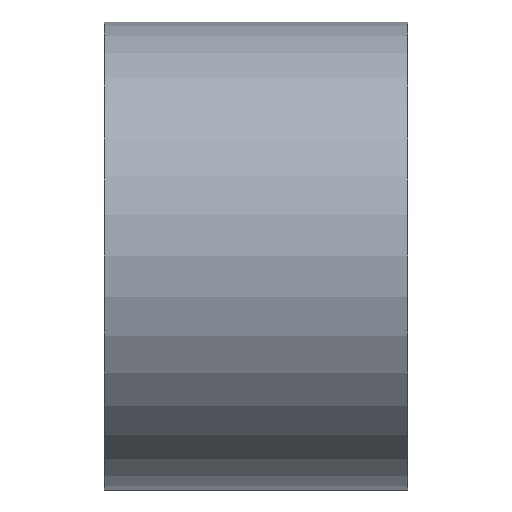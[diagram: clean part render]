
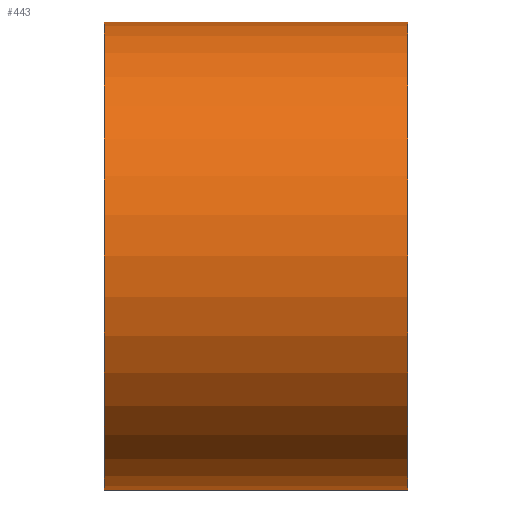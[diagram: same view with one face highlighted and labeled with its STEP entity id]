
A CAD part, left-side view. The second image highlights one B-rep face of the part: STEP entity #443.
In plain terms, the highlighted cylindrical face has radius 9.754 mm (diameter 19.507 mm), a partial arc.
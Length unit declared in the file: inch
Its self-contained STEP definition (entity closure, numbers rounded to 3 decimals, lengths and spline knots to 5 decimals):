
#1 = VERTEX_POINT ( 'NONE', #14 ) ;
#14 = CARTESIAN_POINT ( 'NONE',  ( 0., -0.249, 0.384 ) ) ;
#34 = ORIENTED_EDGE ( 'NONE', *, *, #356, .F. ) ;
#43 = EDGE_CURVE ( 'NONE', #340, #1, #491, .T. ) ;
#79 = FACE_OUTER_BOUND ( 'NONE', #243, .T. ) ;
#120 = CARTESIAN_POINT ( 'NONE',  ( 0., 0.249, 0. ) ) ;
#126 = VECTOR ( 'NONE', #711, 39.37008 ) ;
#198 = VERTEX_POINT ( 'NONE', #1046 ) ;
#217 = DIRECTION ( 'NONE',  ( 0., -1., 0. ) ) ;
#223 = CARTESIAN_POINT ( 'NONE',  ( 0., 0.249, -0.384 ) ) ;
#225 = CARTESIAN_POINT ( 'NONE',  ( 0., -0.249, 0. ) ) ;
#233 = ORIENTED_EDGE ( 'NONE', *, *, #43, .T. ) ;
#243 = EDGE_LOOP ( 'NONE', ( #530, #34, #810, #233 ) ) ;
#267 = EDGE_CURVE ( 'NONE', #844, #1, #566, .T. ) ;
#279 = CARTESIAN_POINT ( 'NONE',  ( 0., 0.249, 0.384 ) ) ;
#285 = CARTESIAN_POINT ( 'NONE',  ( 0., -0.249, -0.384 ) ) ;
#294 = DIRECTION ( 'NONE',  ( 0., 0., 1. ) ) ;
#340 = VERTEX_POINT ( 'NONE', #285 ) ;
#345 = DIRECTION ( 'NONE',  ( 0., -1., 0. ) ) ;
#356 = EDGE_CURVE ( 'NONE', #198, #844, #687, .T. ) ;
#392 = DIRECTION ( 'NONE',  ( 0., 1., 0. ) ) ;
#408 = LINE ( 'NONE', #223, #126 ) ;
#443 = ADVANCED_FACE ( 'NONE', ( #79 ), #889, .T. ) ;
#491 = CIRCLE ( 'NONE', #826, 0.384 ) ;
#494 = EDGE_CURVE ( 'NONE', #198, #340, #408, .T. ) ;
#530 = ORIENTED_EDGE ( 'NONE', *, *, #267, .F. ) ;
#534 = AXIS2_PLACEMENT_3D ( 'NONE', #734, #217, #569 ) ;
#537 = VECTOR ( 'NONE', #345, 39.37008 ) ;
#566 = LINE ( 'NONE', #1017, #537 ) ;
#569 = DIRECTION ( 'NONE',  ( 0., 0., -1. ) ) ;
#687 = CIRCLE ( 'NONE', #825, 0.384 ) ;
#711 = DIRECTION ( 'NONE',  ( 0., -1., 0. ) ) ;
#734 = CARTESIAN_POINT ( 'NONE',  ( 0., 0.249, 0. ) ) ;
#775 = DIRECTION ( 'NONE',  ( 0., 0., 1. ) ) ;
#810 = ORIENTED_EDGE ( 'NONE', *, *, #494, .T. ) ;
#825 = AXIS2_PLACEMENT_3D ( 'NONE', #120, #909, #775 ) ;
#826 = AXIS2_PLACEMENT_3D ( 'NONE', #225, #392, #294 ) ;
#844 = VERTEX_POINT ( 'NONE', #279 ) ;
#889 = CYLINDRICAL_SURFACE ( 'NONE', #534, 0.384 ) ;
#909 = DIRECTION ( 'NONE',  ( 0., 1., 0. ) ) ;
#1017 = CARTESIAN_POINT ( 'NONE',  ( 0., 0.249, 0.384 ) ) ;
#1046 = CARTESIAN_POINT ( 'NONE',  ( 0., 0.249, -0.384 ) ) ;
